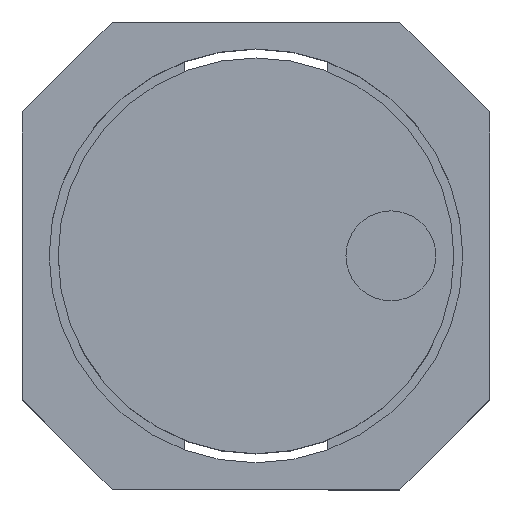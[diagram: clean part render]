
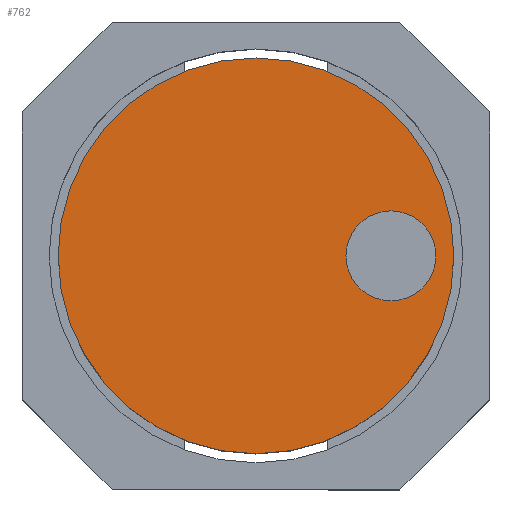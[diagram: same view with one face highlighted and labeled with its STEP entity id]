
A CAD part, top view. The second image highlights one B-rep face of the part: STEP entity #762.
In plain terms, the highlighted planar face has unit normal (0, 0, 1).
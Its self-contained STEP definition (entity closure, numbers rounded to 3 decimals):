
#604=CARTESIAN_POINT('',(2.2,0.0,2.0));
#605=VERTEX_POINT('',#604);
#621=CARTESIAN_POINT('',(-2.2,0.,2.0));
#622=VERTEX_POINT('',#621);
#629=CARTESIAN_POINT('',(0.0,0.0,2.0));
#630=DIRECTION('',(0.0,0.0,1.0));
#631=DIRECTION('',(1.0,0.0,0.0));
#632=AXIS2_PLACEMENT_3D('',#629,#630,#631);
#633=CIRCLE('',#632,2.2);
#634=EDGE_CURVE('',#605,#622,#633,.T.);
#644=CARTESIAN_POINT('',(2.0,0.0,2.0));
#645=VERTEX_POINT('',#644);
#654=CARTESIAN_POINT('',(1.0,0.,2.0));
#655=VERTEX_POINT('',#654);
#656=CARTESIAN_POINT('',(1.5,0.0,2.0));
#657=DIRECTION('',(0.0,0.0,-1.0));
#658=DIRECTION('',(1.0,0.0,0.0));
#659=AXIS2_PLACEMENT_3D('',#656,#657,#658);
#660=CIRCLE('',#659,0.5);
#661=EDGE_CURVE('',#655,#645,#660,.T.);
#695=CARTESIAN_POINT('',(1.5,0.0,2.0));
#696=DIRECTION('',(0.0,0.0,-1.0));
#697=DIRECTION('',(1.0,0.0,0.0));
#698=AXIS2_PLACEMENT_3D('',#695,#696,#697);
#699=CIRCLE('',#698,0.5);
#700=EDGE_CURVE('',#645,#655,#699,.T.);
#721=CARTESIAN_POINT('',(0.0,0.0,2.0));
#722=DIRECTION('',(0.0,0.0,1.0));
#723=DIRECTION('',(1.0,0.0,0.0));
#724=AXIS2_PLACEMENT_3D('',#721,#722,#723);
#725=CIRCLE('',#724,2.2);
#726=EDGE_CURVE('',#622,#605,#725,.T.);
#749=CARTESIAN_POINT('',(0.0,0.0,2.0));
#750=DIRECTION('',(0.0,0.0,1.0));
#751=DIRECTION('',(1.0,0.0,0.0));
#752=AXIS2_PLACEMENT_3D('',#749,#750,#751);
#753=PLANE('',#752);
#754=ORIENTED_EDGE('',*,*,#634,.T.);
#755=ORIENTED_EDGE('',*,*,#726,.T.);
#756=EDGE_LOOP('',(#754,#755));
#757=FACE_OUTER_BOUND('',#756,.T.);
#758=ORIENTED_EDGE('',*,*,#700,.T.);
#759=ORIENTED_EDGE('',*,*,#661,.T.);
#760=EDGE_LOOP('',(#758,#759));
#761=FACE_BOUND('',#760,.T.);
#762=ADVANCED_FACE('',(#757,#761),#753,.T.);
